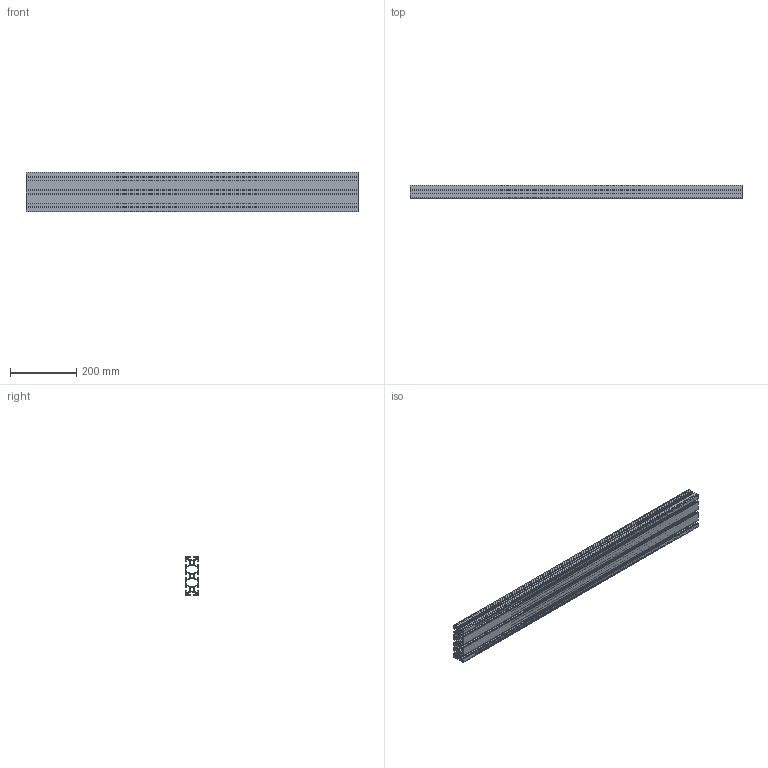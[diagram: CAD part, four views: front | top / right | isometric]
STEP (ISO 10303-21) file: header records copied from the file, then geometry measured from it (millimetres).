
FILE_DESCRIPTION (( 'STEP AP214' ), '1' );
FILE_NAME ('1.0412.8.SPRS.STEP', '2025-06-11T14:45:47', ( '' ), ( '' ), 'SwSTEP 2.0', 'SolidWorks 2023', '' );
FILE_SCHEMA (( 'AUTOMOTIVE_DESIGN' ));
Length unit declared in the file: millimetre
Products named in the file (1): 1.0412.8.SPRS
Bounding box: 1000 x 40 x 120 mm (x, y, z)
Volume: 1370504.5 mm3; surface area: 1193373 mm2
Topology: 1 solids, 1 shells, 446 faces, 1332 edges, 888 vertices
Faces by surface type: plane 330, cylinder 116
Entity records: 14967 total; most frequent: CARTESIAN_POINT 2667, ORIENTED_EDGE 2664, DIRECTION 2458, EDGE_CURVE 1332, LINE 1100, VECTOR 1100, VERTEX_POINT 888, AXIS2_PLACEMENT_3D 679
